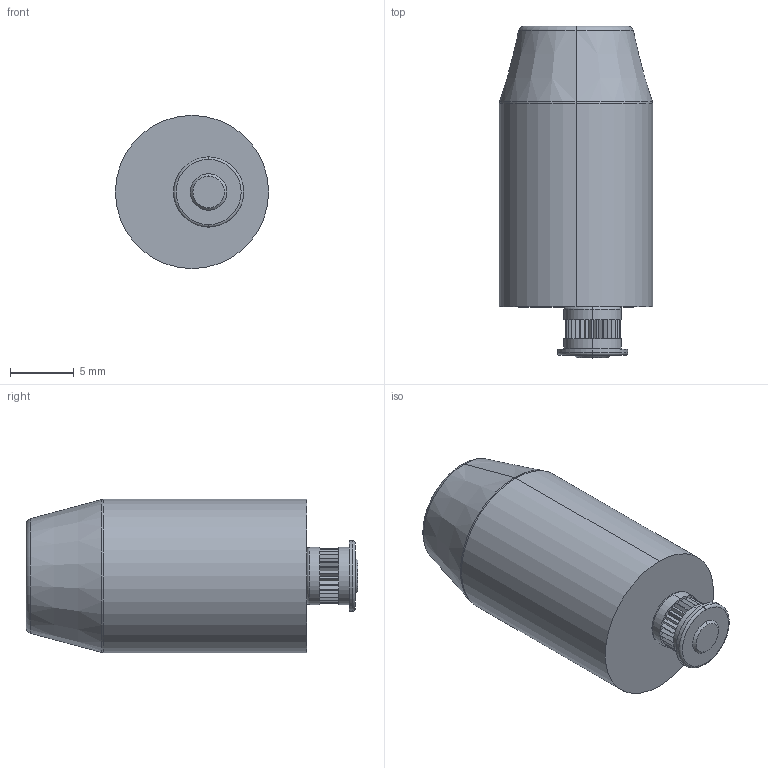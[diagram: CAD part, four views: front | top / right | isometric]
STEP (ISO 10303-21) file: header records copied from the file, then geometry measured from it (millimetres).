
FILE_DESCRIPTION (( 'STEP AP214' ), '1' );
FILE_NAME ('42295~1.STEP', '2019-07-23T07:08:34', ( '' ), ( '' ), 'SwSTEP 2.0', 'SolidWorks 2018', '' );
FILE_SCHEMA (( 'AUTOMOTIVE_DESIGN' ));
Length unit declared in the file: millimetre
Products named in the file (1): 42295~1
Bounding box: 12 x 26 x 12 mm (x, y, z)
Volume: 2382.7 mm3; surface area: 1064 mm2
Topology: 1 solids, 1 shells, 89 faces, 236 edges, 154 vertices
Faces by surface type: plane 69, cylinder 8, torus 8, cone 4
Entity records: 2949 total; most frequent: CARTESIAN_POINT 480, ORIENTED_EDGE 472, DIRECTION 454, EDGE_CURVE 236, LINE 198, VECTOR 198, VERTEX_POINT 154, AXIS2_PLACEMENT_3D 128
